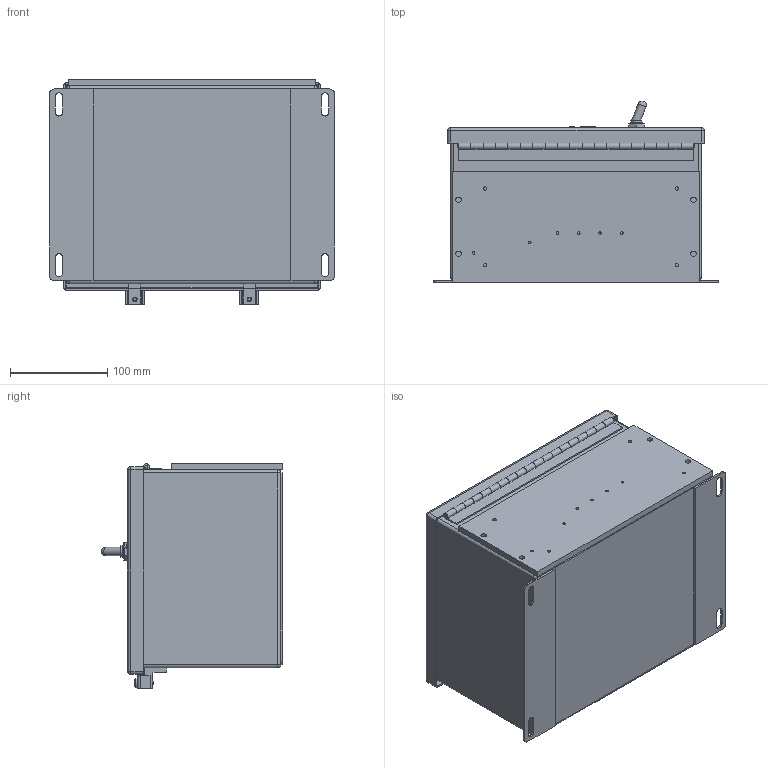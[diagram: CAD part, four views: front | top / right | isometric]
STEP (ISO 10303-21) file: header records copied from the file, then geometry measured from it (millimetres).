
FILE_DESCRIPTION (( 'STEP AP214' ), '1' );
FILE_NAME ('pn 121-200-0752_model VF-9-OR_without accel.STEP', '2026-03-02T15:00:18', ( '' ), ( '' ), 'SwSTEP 2.0', 'SolidWorks 2022', '' );
FILE_SCHEMA (( 'AUTOMOTIVE_DESIGN' ));
Length unit declared in the file: inch
Products named in the file (7): 104-000-0108; TOGGLE SWITCH_DEFAULT; CLAMP_DEFAULT; 123-000-0219-3D_DEFAULT; pn 121-200-0752_model VF-9-OR_without accel; 112-000-0289_DEFAULT; CLAMP SCREW-92224A199_Black Oxide Steel Pan Head Phillips Screw_92224A199
Assembly tree (8 placements, depth 2):
  pn 121-200-0752_model VF-9-OR_without accel
    123-000-0219-3D_DEFAULT
    104-000-0108
    TOGGLE SWITCH_DEFAULT
    112-000-0289_DEFAULT
    CLAMP_DEFAULT  x2
    CLAMP SCREW-92224A199_Black Oxide Steel Pan Head Phillips Screw_92224A199  x2
Bounding box: 292.1 x 186.33 x 230.67 mm (x, y, z)
Volume: 646624.5 mm3; surface area: 640492 mm2
Topology: 9 solids, 10 shells, 1693 faces, 4483 edges, 2953 vertices
Faces by surface type: plane 1029, bspline 425, cylinder 201, sphere 19, cone 14, torus 5
Full cylindrical faces by diameter (mm): 0.859 x1, 2.578 x1, 2.705 x5, 3.002 x1, 3.175 x20, 3.454 x4, 3.554 x1, 4.039 x2, 5.613 x4, 8.636 x1, 9.474 x2, 11.43 x1
Entity records: 76486 total; most frequent: CARTESIAN_POINT 36911, ORIENTED_EDGE 8504, DIRECTION 6259, EDGE_CURVE 4252, LINE 2971, VECTOR 2971, VERTEX_POINT 2837, EDGE_LOOP 1933
